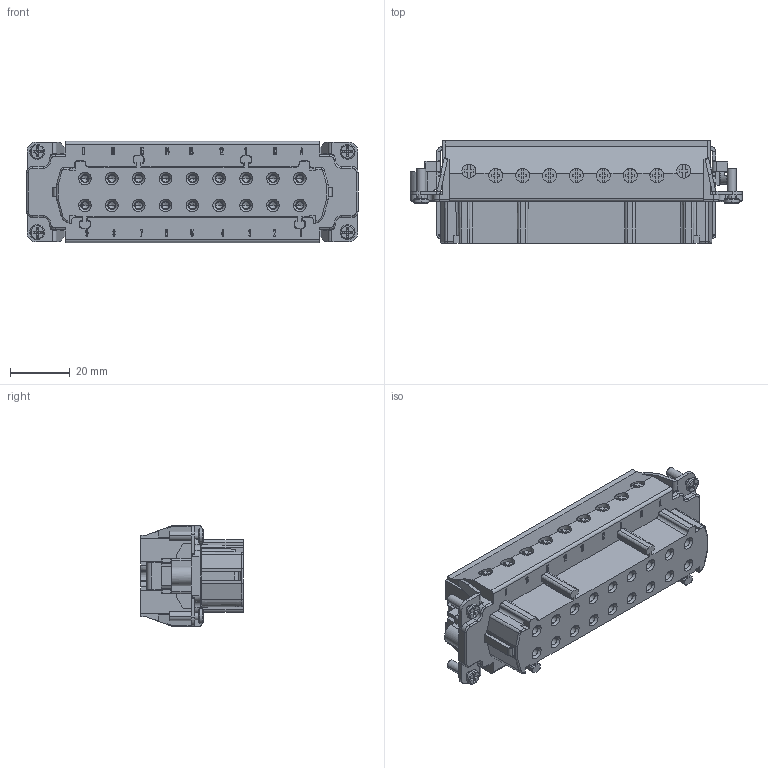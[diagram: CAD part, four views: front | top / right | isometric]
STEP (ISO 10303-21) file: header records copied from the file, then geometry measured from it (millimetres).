
FILE_DESCRIPTION(/* description */ (''),/* implementation_level */ '2;1');
FILE_NAME(/* name */ '3D_1240160210001_HVE-016-F_V1.0_stp.stp',/* time_stamp */ '2023-11-29T14:07:10+08:00',/* author */ (''),/* organization */ (''),/* preprocessor_version */ 'ST-DEVELOPER v18.1',/* originating_system */ 'SIEMENS PLM Software NX 1980',/* authorisation */ '');
FILE_SCHEMA (('AP203_CONFIGURATION_CONTROLLED_3D_DESIGN_OF_MECHANICAL_PARTS_AND_ASSEMBLIES_MIM_LF { 1 0 10303 403 2 1 2}'));
Products named in the file (1): ylga24CCF8FCv9df
Bounding box: 111.26 x 34.4 x 33.9 mm (x, y, z)
Volume: 72872.1 mm3; surface area: 29258.1 mm2
Topology: 1 solids, 1 shells, 3708 faces, 10600 edges, 6865 vertices
Faces by surface type: plane 2491, cylinder 758, cone 286, torus 143, bspline 30
Entity records: 123587 total; most frequent: CARTESIAN_POINT 29571, ORIENTED_EDGE 21056, DIRECTION 17366, EDGE_CURVE 10528, LINE 7344, VECTOR 7344, VERTEX_POINT 6865, AXIS2_PLACEMENT_3D 5011
